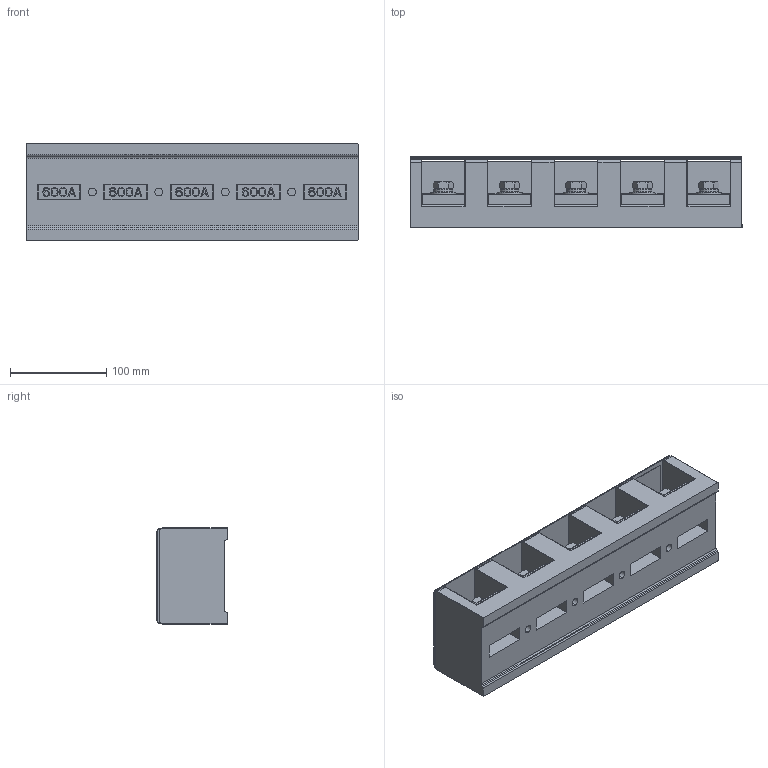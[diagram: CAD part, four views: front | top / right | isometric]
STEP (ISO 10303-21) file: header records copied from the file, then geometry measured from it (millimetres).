
FILE_DESCRIPTION((''),'2;1');
FILE_NAME('5YB574728','2023-09-18T',('Administrator'),(''),'PRO/ENGINEER BY PARAMETRIC TECHNOLOGY CORPORATION, 2013230','PRO/ENGINEER BY PARAMETRIC TECHNOLOGY CORPORATION, 2013230','');
FILE_SCHEMA(('CONFIG_CONTROL_DESIGN'));
Products named in the file (1): 5YB574728
Bounding box: 345 x 73 x 100 mm (x, y, z)
Volume: 1576543.3 mm3; surface area: 310174.4 mm2
Topology: 11 solids, 31 shells, 2396 faces, 7112 edges, 4915 vertices
Faces by surface type: plane 1655, cylinder 429, cone 200, torus 72, sphere 20, bspline 20
Entity records: 85404 total; most frequent: CARTESIAN_POINT 21325, ORIENTED_EDGE 14144, DIRECTION 12034, EDGE_CURVE 7072, VECTOR 5322, LINE 5322, VERTEX_POINT 4915, AXIS2_PLACEMENT_3D 3356
